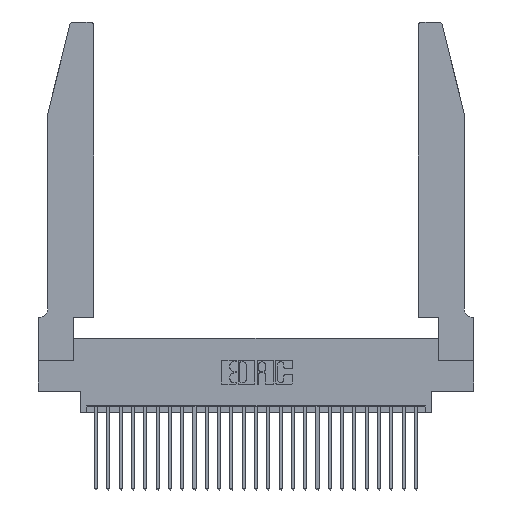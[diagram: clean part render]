
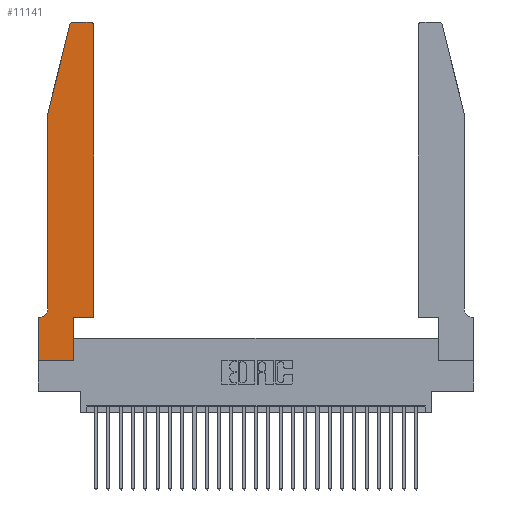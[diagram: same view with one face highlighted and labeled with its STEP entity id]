
A CAD part, top view. The second image highlights one B-rep face of the part: STEP entity #11141.
In plain terms, the highlighted planar face has unit normal (0, 0, 1).
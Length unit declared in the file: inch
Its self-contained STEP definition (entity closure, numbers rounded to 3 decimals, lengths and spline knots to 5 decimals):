
#256 = VECTOR ( 'NONE', #5221, 39.37008 ) ;
#266 = CIRCLE ( 'NONE', #12645, 0.03 ) ;
#717 = LINE ( 'NONE', #3695, #5883 ) ;
#875 = DIRECTION ( 'NONE',  ( 0., 0., 1. ) ) ;
#948 = VERTEX_POINT ( 'NONE', #22906 ) ;
#968 = EDGE_CURVE ( 'NONE', #17355, #18014, #266, .T. ) ;
#1003 = ORIENTED_EDGE ( 'NONE', *, *, #6550, .T. ) ;
#1598 = FACE_OUTER_BOUND ( 'NONE', #3406, .T. ) ;
#1807 = LINE ( 'NONE', #19700, #24233 ) ;
#2699 = VERTEX_POINT ( 'NONE', #20792 ) ;
#3140 = CIRCLE ( 'NONE', #20214, 0.07 ) ;
#3230 = VERTEX_POINT ( 'NONE', #12683 ) ;
#3406 = EDGE_LOOP ( 'NONE', ( #10381, #7809, #20225, #10743, #18486, #26703, #10861, #21624, #27378, #1003, #20035, #14647 ) ) ;
#3683 = LINE ( 'NONE', #10132, #20334 ) ;
#3695 = CARTESIAN_POINT ( 'NONE',  ( 0., 0., 0.37 ) ) ;
#4069 = VECTOR ( 'NONE', #12958, 39.37008 ) ;
#5221 = DIRECTION ( 'NONE',  ( 0., 1., 0. ) ) ;
#5222 = VECTOR ( 'NONE', #19303, 39.37008 ) ;
#5883 = VECTOR ( 'NONE', #21073, 39.37008 ) ;
#6288 = CIRCLE ( 'NONE', #14187, 0.03 ) ;
#6550 = EDGE_CURVE ( 'NONE', #27749, #14428, #18258, .T. ) ;
#6666 = DIRECTION ( 'NONE',  ( 0., -1., 0. ) ) ;
#6823 = DIRECTION ( 'NONE',  ( 0., 0., 1. ) ) ;
#7510 = LINE ( 'NONE', #7545, #256 ) ;
#7545 = CARTESIAN_POINT ( 'NONE',  ( 0.4505, 0.35, 0.37 ) ) ;
#7809 = ORIENTED_EDGE ( 'NONE', *, *, #968, .T. ) ;
#8592 = EDGE_CURVE ( 'NONE', #18014, #948, #1807, .T. ) ;
#8615 = VERTEX_POINT ( 'NONE', #26244 ) ;
#9049 = VECTOR ( 'NONE', #6666, 39.37008 ) ;
#9302 = CARTESIAN_POINT ( 'NONE',  ( 0., 0., 0.37 ) ) ;
#9608 = PLANE ( 'NONE',  #23212 ) ;
#9707 = CARTESIAN_POINT ( 'NONE',  ( 0., 0.35, 0.37 ) ) ;
#9816 = CARTESIAN_POINT ( 'NONE',  ( 0.2865, 0.35, 0.37 ) ) ;
#9841 = EDGE_CURVE ( 'NONE', #12527, #27749, #12349, .T. ) ;
#9851 = VERTEX_POINT ( 'NONE', #9302 ) ;
#9887 = LINE ( 'NONE', #27966, #4069 ) ;
#10132 = CARTESIAN_POINT ( 'NONE',  ( 0.0755, 0.35, 0.37 ) ) ;
#10381 = ORIENTED_EDGE ( 'NONE', *, *, #19132, .T. ) ;
#10583 = EDGE_CURVE ( 'NONE', #14428, #19759, #7510, .T. ) ;
#10743 = ORIENTED_EDGE ( 'NONE', *, *, #22407, .T. ) ;
#10861 = ORIENTED_EDGE ( 'NONE', *, *, #28083, .T. ) ;
#11076 = LINE ( 'NONE', #25695, #5222 ) ;
#11102 = DIRECTION ( 'NONE',  ( -0.239, -0.971, 0. ) ) ;
#11141 = ADVANCED_FACE ( 'NONE', ( #1598 ), #9608, .T. ) ;
#11493 = DIRECTION ( 'NONE',  ( 0., 1., 0. ) ) ;
#11643 = VECTOR ( 'NONE', #11493, 39.37008 ) ;
#11837 = VECTOR ( 'NONE', #27839, 39.37008 ) ;
#12349 = LINE ( 'NONE', #26457, #11643 ) ;
#12527 = VERTEX_POINT ( 'NONE', #27999 ) ;
#12585 = DIRECTION ( 'NONE',  ( 0., 0., -1. ) ) ;
#12645 = AXIS2_PLACEMENT_3D ( 'NONE', #13346, #16502, #16434 ) ;
#12683 = CARTESIAN_POINT ( 'NONE',  ( 0.0755, 0.42, 0.37 ) ) ;
#12958 = DIRECTION ( 'NONE',  ( -1., 0., 0. ) ) ;
#13296 = EDGE_CURVE ( 'NONE', #19759, #8615, #6288, .T. ) ;
#13346 = CARTESIAN_POINT ( 'NONE',  ( 0.284, 2.72, 0.37 ) ) ;
#13815 = CARTESIAN_POINT ( 'NONE',  ( 0.284, 2.75, 0.37 ) ) ;
#14187 = AXIS2_PLACEMENT_3D ( 'NONE', #19818, #6823, #22002 ) ;
#14428 = VERTEX_POINT ( 'NONE', #19280 ) ;
#14595 = VERTEX_POINT ( 'NONE', #9707 ) ;
#14647 = ORIENTED_EDGE ( 'NONE', *, *, #13296, .T. ) ;
#15193 = CARTESIAN_POINT ( 'NONE',  ( 0.25487, 2.72718, 0.37 ) ) ;
#15198 = CARTESIAN_POINT ( 'NONE',  ( 0.4505, 2.72, 0.37 ) ) ;
#16171 = DIRECTION ( 'NONE',  ( 1., 0., 0. ) ) ;
#16434 = DIRECTION ( 'NONE',  ( 1., 0., 0. ) ) ;
#16502 = DIRECTION ( 'NONE',  ( 0., 0., 1. ) ) ;
#16684 = DIRECTION ( 'NONE',  ( -1., 0., 0. ) ) ;
#16931 = EDGE_CURVE ( 'NONE', #2699, #14595, #3683, .T. ) ;
#17355 = VERTEX_POINT ( 'NONE', #13815 ) ;
#17626 = EDGE_CURVE ( 'NONE', #3230, #2699, #3140, .T. ) ;
#18014 = VERTEX_POINT ( 'NONE', #15193 ) ;
#18229 = CARTESIAN_POINT ( 'NONE',  ( 0., 0.35, 0.37 ) ) ;
#18258 = LINE ( 'NONE', #21418, #11837 ) ;
#18486 = ORIENTED_EDGE ( 'NONE', *, *, #17626, .T. ) ;
#19132 = EDGE_CURVE ( 'NONE', #8615, #17355, #9887, .T. ) ;
#19280 = CARTESIAN_POINT ( 'NONE',  ( 0.4505, 0.35, 0.37 ) ) ;
#19303 = DIRECTION ( 'NONE',  ( 0., -1., 0. ) ) ;
#19700 = CARTESIAN_POINT ( 'NONE',  ( 0.0755, 2., 0.37 ) ) ;
#19759 = VERTEX_POINT ( 'NONE', #15198 ) ;
#19818 = CARTESIAN_POINT ( 'NONE',  ( 0.4205, 2.72, 0.37 ) ) ;
#20035 = ORIENTED_EDGE ( 'NONE', *, *, #10583, .T. ) ;
#20214 = AXIS2_PLACEMENT_3D ( 'NONE', #25473, #12585, #27583 ) ;
#20225 = ORIENTED_EDGE ( 'NONE', *, *, #8592, .T. ) ;
#20334 = VECTOR ( 'NONE', #16684, 39.37008 ) ;
#20570 = LINE ( 'NONE', #23922, #9049 ) ;
#20792 = CARTESIAN_POINT ( 'NONE',  ( 0.0055, 0.35, 0.37 ) ) ;
#21073 = DIRECTION ( 'NONE',  ( 1., 0., 0. ) ) ;
#21418 = CARTESIAN_POINT ( 'NONE',  ( 0.4505, 0.35, 0.37 ) ) ;
#21624 = ORIENTED_EDGE ( 'NONE', *, *, #23994, .T. ) ;
#22002 = DIRECTION ( 'NONE',  ( 1., 0., 0. ) ) ;
#22407 = EDGE_CURVE ( 'NONE', #948, #3230, #11076, .T. ) ;
#22906 = CARTESIAN_POINT ( 'NONE',  ( 0.0755, 2., 0.37 ) ) ;
#23212 = AXIS2_PLACEMENT_3D ( 'NONE', #18229, #875, #16171 ) ;
#23922 = CARTESIAN_POINT ( 'NONE',  ( 0., 0., 0.37 ) ) ;
#23994 = EDGE_CURVE ( 'NONE', #9851, #12527, #717, .T. ) ;
#24233 = VECTOR ( 'NONE', #11102, 39.37008 ) ;
#25473 = CARTESIAN_POINT ( 'NONE',  ( 0.0055, 0.42, 0.37 ) ) ;
#25695 = CARTESIAN_POINT ( 'NONE',  ( 0.0755, 2., 0.37 ) ) ;
#26244 = CARTESIAN_POINT ( 'NONE',  ( 0.4205, 2.75, 0.37 ) ) ;
#26457 = CARTESIAN_POINT ( 'NONE',  ( 0.2865, 0.35, 0.37 ) ) ;
#26703 = ORIENTED_EDGE ( 'NONE', *, *, #16931, .T. ) ;
#27378 = ORIENTED_EDGE ( 'NONE', *, *, #9841, .T. ) ;
#27583 = DIRECTION ( 'NONE',  ( -1., 0., 0. ) ) ;
#27749 = VERTEX_POINT ( 'NONE', #9816 ) ;
#27839 = DIRECTION ( 'NONE',  ( 1., 0., 0. ) ) ;
#27966 = CARTESIAN_POINT ( 'NONE',  ( 0.2605, 2.75, 0.37 ) ) ;
#27999 = CARTESIAN_POINT ( 'NONE',  ( 0.2865, 0., 0.37 ) ) ;
#28083 = EDGE_CURVE ( 'NONE', #14595, #9851, #20570, .T. ) ;
